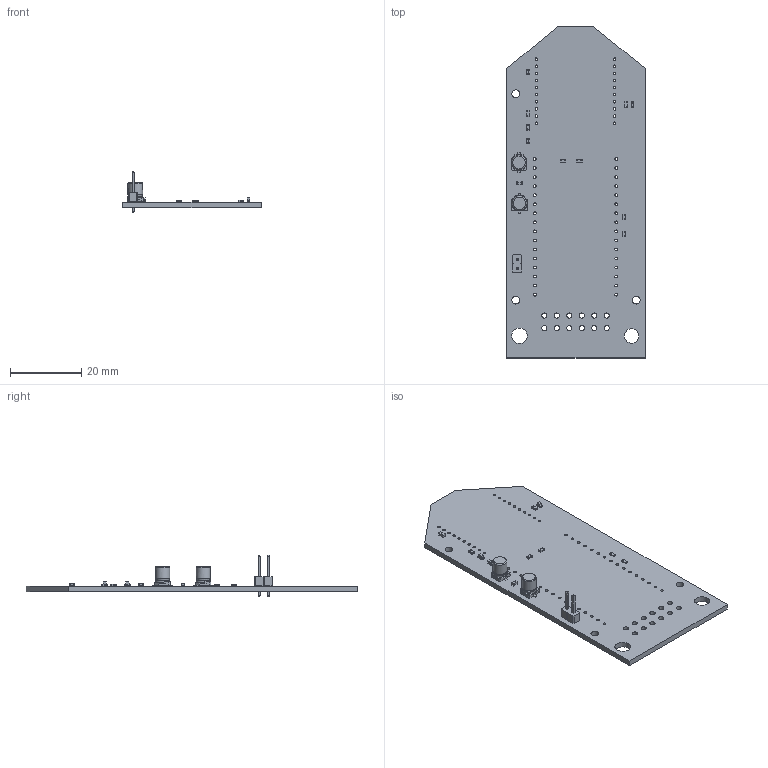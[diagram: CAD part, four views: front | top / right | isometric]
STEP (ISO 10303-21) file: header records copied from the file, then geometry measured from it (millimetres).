
FILE_DESCRIPTION(('KiCad electronic assembly'),'2;1');
FILE_NAME('Wireless telemetry pcb.step','2020-01-15T18:30:26',( 'An Author'),('A Company'),'Open CASCADE STEP processor 6.9', 'KiCad to STEP converter','Unknown');
FILE_SCHEMA(('AUTOMOTIVE_DESIGN { 1 0 10303 214 1 1 1 1 }'));
Length unit declared in the file: millimetre
Products named in the file (12): Open CASCADE STEP translator 6.9 1; R_0603_1608Metric; SOLID; PinHeader_1x02_P2.54mm_Vertical; C_0603_1608Metric; C_Elec_4x5.4; COMPOUND; LED_0603_1608Metric
Assembly tree (20 placements, depth 3):
  Open CASCADE STEP translator 6.9 1
    R_0603_1608Metric  x6
      SOLID
    PinHeader_1x02_P2.54mm_Vertical
      SOLID
    C_0603_1608Metric  x3
      SOLID
    C_Elec_4x5.4  x2
      COMPOUND
    LED_0603_1608Metric  x2
      SOLID
    COMPOUND
Bounding box: 38.86 x 93.22 x 11.54 mm (x, y, z)
Volume: 5568.5 mm3; surface area: 7901.5 mm2
Topology: 17 solids, 17 shells, 553 faces, 1439 edges, 934 vertices
Faces by surface type: plane 350, cylinder 193, torus 4, bspline 4, revolution 2
Full cylindrical faces by diameter (mm): 0.02 x2, 0.7 x20, 0.762 x32, 1 x2, 1.45 x12, 2.2 x3, 4 x4, 4.1 x1, 4.4 x1
Entity records: 20589 total; most frequent: CARTESIAN_POINT 4236, DIRECTION 2799, LINE 1721, VECTOR 1721, ORIENTED_EDGE 1448, PCURVE 1448, DEFINITIONAL_REPRESENTATION 1448, EDGE_CURVE 724
